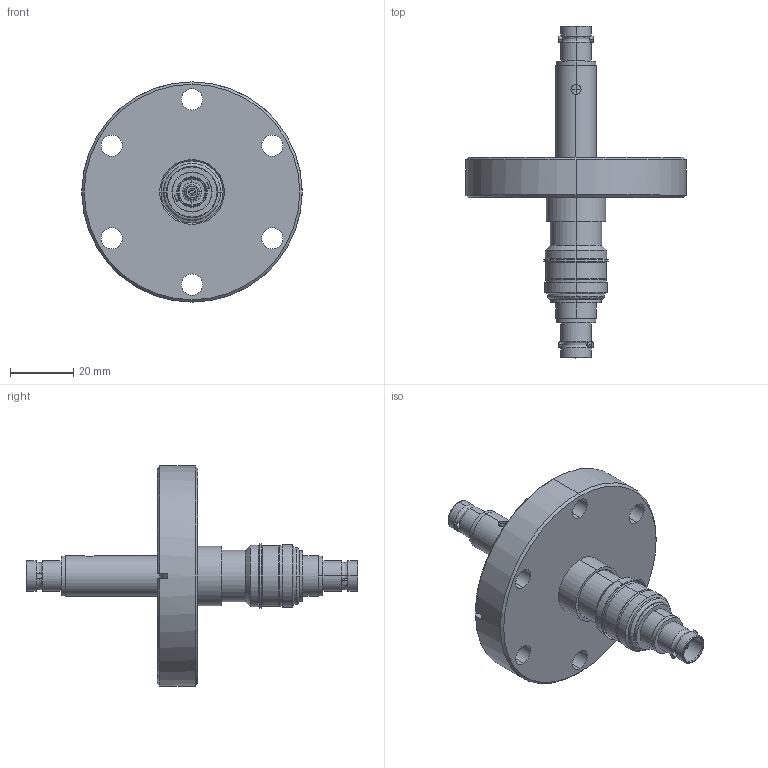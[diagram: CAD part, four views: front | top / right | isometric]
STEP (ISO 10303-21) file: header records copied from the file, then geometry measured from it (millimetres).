
FILE_DESCRIPTION (( 'STEP AP203' ), '1' );
FILE_NAME ('A0475-2-CF.STEP', '2013-08-28T12:07:57', ( '' ), ( '' ), 'SwSTEP 2.0', 'SolidWorks 2012', '' );
FILE_SCHEMA (( 'CONFIG_CONTROL_DESIGN' ));
Length unit declared in the file: inch
Products named in the file (1): A0475-2-CF
Bounding box: 69.85 x 105.26 x 69.85 mm (x, y, z)
Volume: 50414.1 mm3; surface area: 26392.2 mm2
Topology: 1 solids, 3 shells, 262 faces, 606 edges, 383 vertices
Faces by surface type: cylinder 140, plane 57, cone 35, bspline 30
Entity records: 8450 total; most frequent: CARTESIAN_POINT 2288, DIRECTION 1371, ORIENTED_EDGE 1212, EDGE_CURVE 606, AXIS2_PLACEMENT_3D 580, VERTEX_POINT 383, CIRCLE 347, EDGE_LOOP 313
